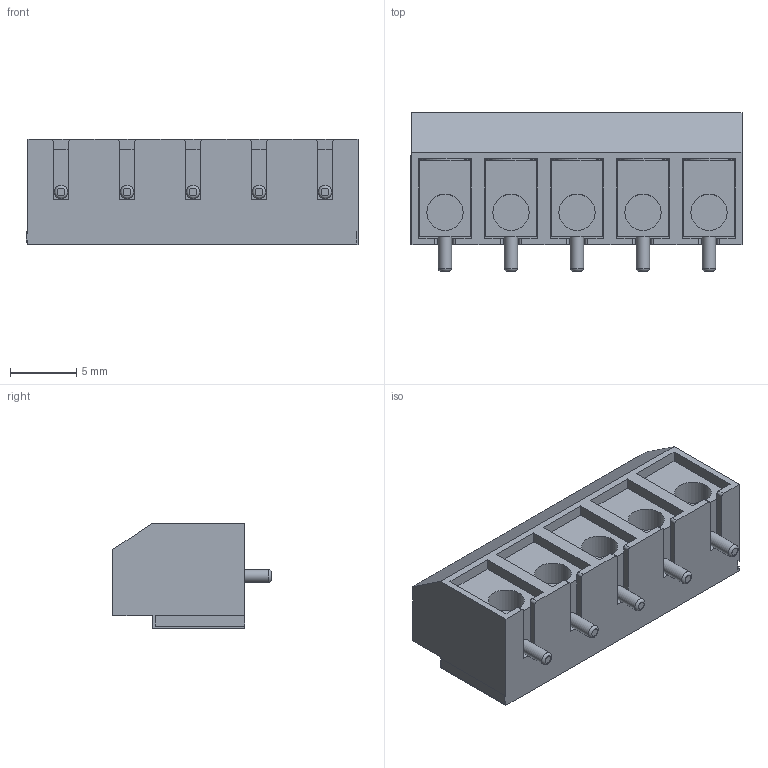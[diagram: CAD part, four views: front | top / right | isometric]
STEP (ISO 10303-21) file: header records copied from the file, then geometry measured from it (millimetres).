
FILE_DESCRIPTION(/* description */ (''),/* implementation_level */ '2;1');
FILE_NAME(/* name */ 'Screw Terminal Block 5mm Blue 5-way.step',/* time_stamp */ '2019-02-13T02:47:33+11:00',/* author */ ('austfox'),/* organization */ (''),/* preprocessor_version */ 'ST-DEVELOPER v17.2',/* originating_system */ 'Autodesk Translation Framework v7.6.0.251',/* authorisation */ '');
FILE_SCHEMA (('AUTOMOTIVE_DESIGN { 1 0 10303 214 3 1 1 }'));
Length unit declared in the file: millimetre
Products named in the file (1): Screw Terminal Block 5mm Blue 5-way
Bounding box: 25.15 x 12 x 8 mm (x, y, z)
Volume: 1447.7 mm3; surface area: 3148.9 mm2
Topology: 16 solids, 16 shells, 252 faces, 635 edges, 420 vertices
Faces by surface type: plane 172, cylinder 70, torus 10
Full cylindrical faces by diameter (mm): 1 x5, 2.75 x5, 3.5 x5, 3.8 x5
Entity records: 7604 total; most frequent: CARTESIAN_POINT 1308, DIRECTION 1301, ORIENTED_EDGE 1270, EDGE_CURVE 635, LINE 475, VECTOR 475, VERTEX_POINT 420, AXIS2_PLACEMENT_3D 413
